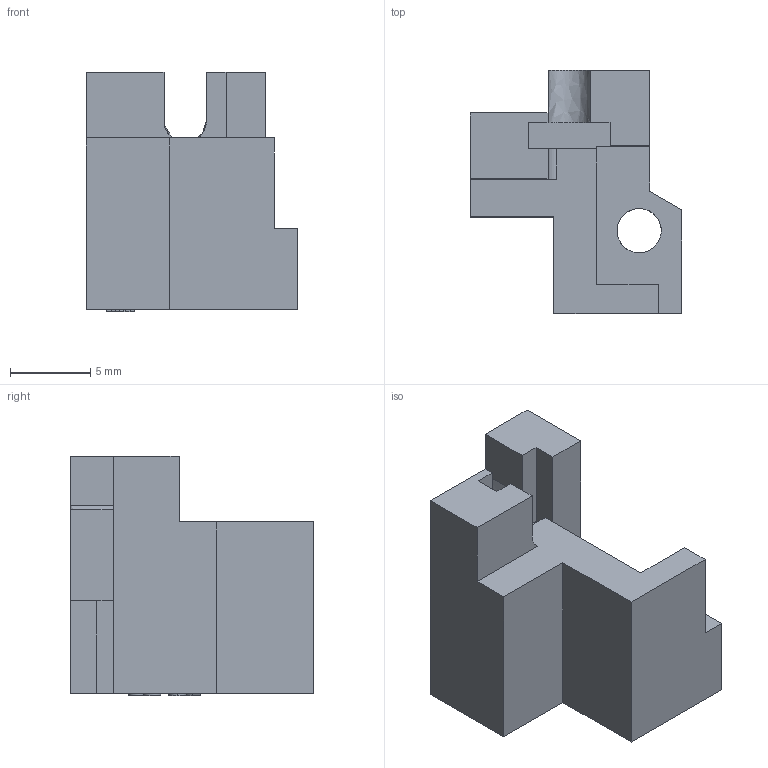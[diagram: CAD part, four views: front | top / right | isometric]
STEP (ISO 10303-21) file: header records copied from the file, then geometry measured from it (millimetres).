
FILE_DESCRIPTION((''),'2;1');
FILE_NAME('0906_DIN_fixing_bracket_B_right_08.stp', '2008-05-20T07:14:53',('User'),('SDRC'),'I-DEAS Master Series 9','UNIX', 'Yes');
FILE_SCHEMA(('AUTOMOTIVE_DESIGN { 1 0 10303 214 1 1 1 1 }'));
Length unit declared in the file: millimetre
Products named in the file (1): 0906_DIN_fixing_bracket_B_right_08
Bounding box: 13.15 x 15.1 x 14.91 mm (x, y, z)
Volume: 1167.2 mm3; surface area: 1121.9 mm2
Topology: 1 solids, 1 shells, 77 faces, 210 edges, 140 vertices
Faces by surface type: bspline 77
Entity records: 2298 total; most frequent: CARTESIAN_POINT 994, ORIENTED_EDGE 420, EDGE_CURVE 210, VERTEX_POINT 140, QUASI_UNIFORM_CURVE 120, EDGE_LOOP 84, FACE_OUTER_BOUND 77, ADVANCED_FACE 77
